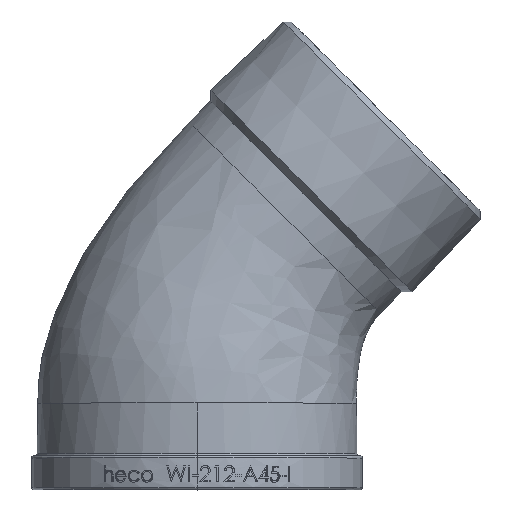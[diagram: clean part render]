
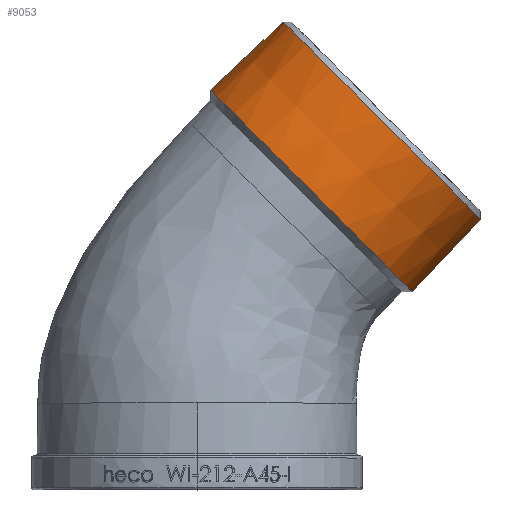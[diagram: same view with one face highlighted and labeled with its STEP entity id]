
A CAD part, top view. The second image highlights one B-rep face of the part: STEP entity #9053.
In plain terms, the highlighted conical face has half-angle 1.79 degrees and reference radius 37.592 mm.
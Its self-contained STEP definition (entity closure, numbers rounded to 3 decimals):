
#95 = VERTEX_POINT ( 'NONE', #17360 ) ;
#185 = DIRECTION ( 'NONE',  ( -0.685, -0.729, 0. ) ) ;
#573 = ORIENTED_EDGE ( 'NONE', *, *, #18040, .T. ) ;
#705 = DIRECTION ( 'NONE',  ( -0.707, -0.707, 0. ) ) ;
#889 = CARTESIAN_POINT ( 'NONE',  ( 37.83, 37.83, 0. ) ) ;
#980 = DIRECTION ( 'NONE',  ( -0.729, -0.685, 0. ) ) ;
#2294 = DIRECTION ( 'NONE',  ( -0.707, -0.707, 0. ) ) ;
#3012 = VERTEX_POINT ( 'NONE', #16131 ) ;
#3844 = CARTESIAN_POINT ( 'NONE',  ( 57.219, 3.592, 0. ) ) ;
#4958 = DIRECTION ( 'NONE',  ( 0.707, -0.707, 0. ) ) ;
#6225 = CARTESIAN_POINT ( 'NONE',  ( 11.249, 64.412, 0. ) ) ;
#6648 = CONICAL_SURFACE ( 'NONE', #14474, 37.592, 0.031 ) ;
#6856 = CIRCLE ( 'NONE', #17176, 37.92 ) ;
#7151 = EDGE_CURVE ( 'NONE', #12633, #16116, #13813, .T. ) ;
#8150 = VECTOR ( 'NONE', #185, 1000. ) ;
#8612 = FACE_OUTER_BOUND ( 'NONE', #8673, .T. ) ;
#8673 = EDGE_LOOP ( 'NONE', ( #17100, #573, #9620, #10427 ) ) ;
#8700 = DIRECTION ( 'NONE',  ( -0.707, -0.707, 0. ) ) ;
#8943 = VECTOR ( 'NONE', #980, 1000. ) ;
#9053 = ADVANCED_FACE ( 'NONE', ( #8612 ), #6648, .T. ) ;
#9620 = ORIENTED_EDGE ( 'NONE', *, *, #10694, .F. ) ;
#9911 = CARTESIAN_POINT ( 'NONE',  ( 64.412, 11.249, 0. ) ) ;
#10427 = ORIENTED_EDGE ( 'NONE', *, *, #7151, .F. ) ;
#10497 = DIRECTION ( 'NONE',  ( 0.707, -0.707, 0. ) ) ;
#10694 = EDGE_CURVE ( 'NONE', #16116, #3012, #6856, .T. ) ;
#11382 = LINE ( 'NONE', #6225, #8943 ) ;
#11853 = CIRCLE ( 'NONE', #17452, 37.093 ) ;
#12233 = CARTESIAN_POINT ( 'NONE',  ( 75.353, 22.896, 0. ) ) ;
#12633 = VERTEX_POINT ( 'NONE', #12233 ) ;
#13281 = CARTESIAN_POINT ( 'NONE',  ( 30.406, 30.406, 0. ) ) ;
#13813 = LINE ( 'NONE', #9911, #8150 ) ;
#14080 = EDGE_CURVE ( 'NONE', #12633, #95, #11853, .T. ) ;
#14474 = AXIS2_PLACEMENT_3D ( 'NONE', #889, #2294, #16220 ) ;
#16116 = VERTEX_POINT ( 'NONE', #3844 ) ;
#16131 = CARTESIAN_POINT ( 'NONE',  ( 3.592, 57.219, 0. ) ) ;
#16220 = DIRECTION ( 'NONE',  ( 0.707, -0.707, 0. ) ) ;
#17100 = ORIENTED_EDGE ( 'NONE', *, *, #14080, .T. ) ;
#17176 = AXIS2_PLACEMENT_3D ( 'NONE', #13281, #705, #10497 ) ;
#17202 = CARTESIAN_POINT ( 'NONE',  ( 49.125, 49.125, 0. ) ) ;
#17360 = CARTESIAN_POINT ( 'NONE',  ( 22.896, 75.353, 0. ) ) ;
#17452 = AXIS2_PLACEMENT_3D ( 'NONE', #17202, #8700, #4958 ) ;
#18040 = EDGE_CURVE ( 'NONE', #95, #3012, #11382, .T. ) ;
